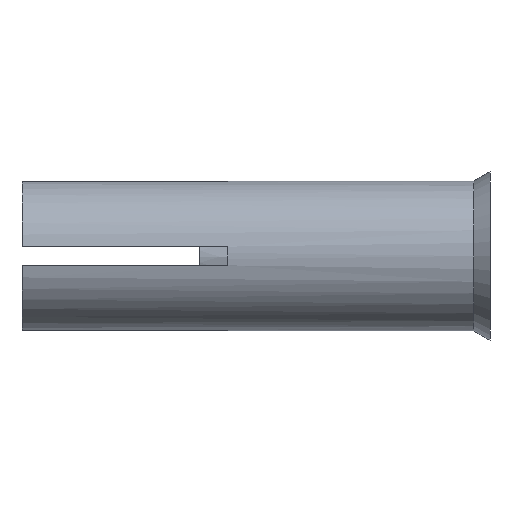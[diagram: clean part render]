
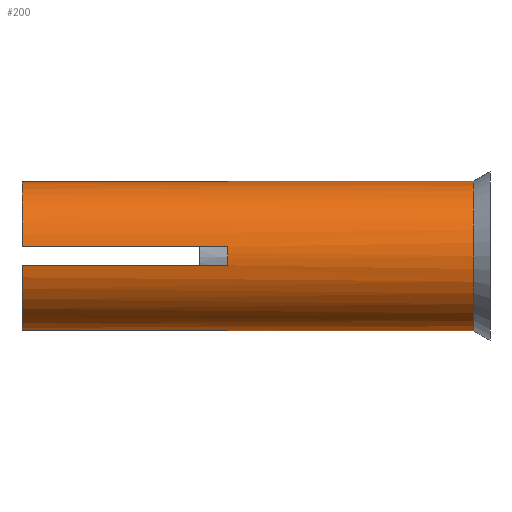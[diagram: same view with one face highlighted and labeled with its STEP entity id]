
A CAD part, front view. The second image highlights one B-rep face of the part: STEP entity #200.
In plain terms, the highlighted cylindrical face has radius 4 mm (diameter 8 mm), a full revolution.
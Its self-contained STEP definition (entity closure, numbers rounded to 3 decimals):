
#7 = DIRECTION ( 'NONE',  ( -1., 0., 0. ) ) ;
#26 = CARTESIAN_POINT ( 'NONE',  ( -14., 3.969, 0.5 ) ) ;
#29 = EDGE_CURVE ( 'NONE', #1117, #1061, #1369, .T. ) ;
#39 = FACE_OUTER_BOUND ( 'NONE', #734, .T. ) ;
#51 = CARTESIAN_POINT ( 'NONE',  ( -25., 0., 0. ) ) ;
#58 = DIRECTION ( 'NONE',  ( 0., 0., -1. ) ) ;
#63 = DIRECTION ( 'NONE',  ( 1., 0., 0. ) ) ;
#73 = DIRECTION ( 'NONE',  ( -1., 0., 0. ) ) ;
#75 = CARTESIAN_POINT ( 'NONE',  ( -14., -3.969, -0.5 ) ) ;
#79 = EDGE_CURVE ( 'NONE', #954, #1061, #575, .T. ) ;
#84 = CARTESIAN_POINT ( 'NONE',  ( -14., 0.5, 3.969 ) ) ;
#86 = VERTEX_POINT ( 'NONE', #278 ) ;
#90 = LINE ( 'NONE', #75, #505 ) ;
#104 = ORIENTED_EDGE ( 'NONE', *, *, #1218, .F. ) ;
#111 = AXIS2_PLACEMENT_3D ( 'NONE', #452, #1077, #188 ) ;
#119 = VECTOR ( 'NONE', #922, 1000. ) ;
#135 = CARTESIAN_POINT ( 'NONE',  ( -14., 0., 0. ) ) ;
#160 = ORIENTED_EDGE ( 'NONE', *, *, #1569, .F. ) ;
#174 = DIRECTION ( 'NONE',  ( 1., 0., 0. ) ) ;
#177 = EDGE_CURVE ( 'NONE', #946, #888, #1204, .T. ) ;
#188 = DIRECTION ( 'NONE',  ( 0., 0., -1. ) ) ;
#194 = AXIS2_PLACEMENT_3D ( 'NONE', #1051, #63, #58 ) ;
#200 = ADVANCED_FACE ( 'NONE', ( #39, #524 ), #1539, .T. ) ;
#203 = ORIENTED_EDGE ( 'NONE', *, *, #1599, .T. ) ;
#213 = DIRECTION ( 'NONE',  ( 0., 0., -1. ) ) ;
#234 = CARTESIAN_POINT ( 'NONE',  ( -25., 0., 0. ) ) ;
#250 = LINE ( 'NONE', #383, #765 ) ;
#269 = CARTESIAN_POINT ( 'NONE',  ( -25., -3.969, 0.5 ) ) ;
#271 = LINE ( 'NONE', #413, #1593 ) ;
#272 = CARTESIAN_POINT ( 'NONE',  ( -25., 0., 0. ) ) ;
#278 = CARTESIAN_POINT ( 'NONE',  ( -25., -0.5, 3.969 ) ) ;
#283 = CARTESIAN_POINT ( 'NONE',  ( -14., 3.969, 0.5 ) ) ;
#316 = CARTESIAN_POINT ( 'NONE',  ( -0.87, 0., 0. ) ) ;
#319 = VERTEX_POINT ( 'NONE', #26 ) ;
#323 = DIRECTION ( 'NONE',  ( -1., 0., 0. ) ) ;
#334 = VERTEX_POINT ( 'NONE', #269 ) ;
#349 = CIRCLE ( 'NONE', #1236, 4. ) ;
#371 = VECTOR ( 'NONE', #1323, 1000. ) ;
#383 = CARTESIAN_POINT ( 'NONE',  ( -14., -3.969, 0.5 ) ) ;
#386 = CARTESIAN_POINT ( 'NONE',  ( -14., 0.5, 3.969 ) ) ;
#390 = ORIENTED_EDGE ( 'NONE', *, *, #177, .T. ) ;
#402 = ORIENTED_EDGE ( 'NONE', *, *, #597, .F. ) ;
#413 = CARTESIAN_POINT ( 'NONE',  ( -14., -0.5, 3.969 ) ) ;
#424 = CIRCLE ( 'NONE', #554, 4. ) ;
#442 = DIRECTION ( 'NONE',  ( -1., 0., 0. ) ) ;
#445 = DIRECTION ( 'NONE',  ( 1., 0., 0. ) ) ;
#452 = CARTESIAN_POINT ( 'NONE',  ( 0., 0., 0. ) ) ;
#466 = CIRCLE ( 'NONE', #1075, 4. ) ;
#468 = ORIENTED_EDGE ( 'NONE', *, *, #1232, .T. ) ;
#505 = VECTOR ( 'NONE', #567, 1000. ) ;
#515 = CARTESIAN_POINT ( 'NONE',  ( -14., -3.969, -0.5 ) ) ;
#517 = LINE ( 'NONE', #283, #119 ) ;
#524 = FACE_OUTER_BOUND ( 'NONE', #1113, .T. ) ;
#539 = EDGE_CURVE ( 'NONE', #923, #571, #466, .T. ) ;
#541 = CARTESIAN_POINT ( 'NONE',  ( -25., 0.5, -3.969 ) ) ;
#549 = CARTESIAN_POINT ( 'NONE',  ( -14., 0.5, -3.969 ) ) ;
#554 = AXIS2_PLACEMENT_3D ( 'NONE', #1459, #73, #809 ) ;
#567 = DIRECTION ( 'NONE',  ( -1., 0., 0. ) ) ;
#571 = VERTEX_POINT ( 'NONE', #1486 ) ;
#575 = CIRCLE ( 'NONE', #835, 4. ) ;
#597 = EDGE_CURVE ( 'NONE', #1420, #334, #250, .T. ) ;
#598 = ORIENTED_EDGE ( 'NONE', *, *, #79, .T. ) ;
#634 = AXIS2_PLACEMENT_3D ( 'NONE', #135, #1129, #1372 ) ;
#664 = VECTOR ( 'NONE', #801, 1000. ) ;
#691 = CIRCLE ( 'NONE', #634, 4. ) ;
#697 = LINE ( 'NONE', #1062, #1426 ) ;
#708 = CARTESIAN_POINT ( 'NONE',  ( -14., 0., 0. ) ) ;
#721 = LINE ( 'NONE', #827, #371 ) ;
#732 = AXIS2_PLACEMENT_3D ( 'NONE', #272, #174, #1547 ) ;
#734 = EDGE_LOOP ( 'NONE', ( #402, #1189, #1532, #598, #877, #744, #1002, #1043, #1327, #160, #203, #390, #104, #1359, #468, #1301 ) ) ;
#742 = CARTESIAN_POINT ( 'NONE',  ( -14., -0.5, -3.969 ) ) ;
#744 = ORIENTED_EDGE ( 'NONE', *, *, #1008, .F. ) ;
#765 = VECTOR ( 'NONE', #7, 1000. ) ;
#771 = LINE ( 'NONE', #386, #664 ) ;
#792 = CARTESIAN_POINT ( 'NONE',  ( -25., 3.969, 0.5 ) ) ;
#801 = DIRECTION ( 'NONE',  ( -1., 0., 0. ) ) ;
#809 = DIRECTION ( 'NONE',  ( 0., 0., 1. ) ) ;
#814 = VECTOR ( 'NONE', #1242, 1000. ) ;
#822 = CARTESIAN_POINT ( 'NONE',  ( -14., 0., 0. ) ) ;
#824 = CARTESIAN_POINT ( 'NONE',  ( -25., -0.5, -3.969 ) ) ;
#827 = CARTESIAN_POINT ( 'NONE',  ( -14., 3.969, -0.5 ) ) ;
#835 = AXIS2_PLACEMENT_3D ( 'NONE', #51, #884, #1145 ) ;
#841 = CARTESIAN_POINT ( 'NONE',  ( -14., -3.969, 0.5 ) ) ;
#862 = ORIENTED_EDGE ( 'NONE', *, *, #1017, .F. ) ;
#876 = EDGE_CURVE ( 'NONE', #86, #334, #1288, .T. ) ;
#877 = ORIENTED_EDGE ( 'NONE', *, *, #29, .F. ) ;
#884 = DIRECTION ( 'NONE',  ( 1., 0., 0. ) ) ;
#888 = VERTEX_POINT ( 'NONE', #1146 ) ;
#922 = DIRECTION ( 'NONE',  ( -1., 0., 0. ) ) ;
#923 = VERTEX_POINT ( 'NONE', #541 ) ;
#943 = DIRECTION ( 'NONE',  ( -1., 0., 0. ) ) ;
#946 = VERTEX_POINT ( 'NONE', #792 ) ;
#954 = VERTEX_POINT ( 'NONE', #1266 ) ;
#959 = DIRECTION ( 'NONE',  ( 0., 0., -1. ) ) ;
#1002 = ORIENTED_EDGE ( 'NONE', *, *, #1440, .T. ) ;
#1008 = EDGE_CURVE ( 'NONE', #1249, #1117, #424, .T. ) ;
#1011 = VERTEX_POINT ( 'NONE', #84 ) ;
#1013 = DIRECTION ( 'NONE',  ( -1., 0., 0. ) ) ;
#1017 = EDGE_CURVE ( 'NONE', #1558, #1558, #1159, .T. ) ;
#1043 = ORIENTED_EDGE ( 'NONE', *, *, #539, .T. ) ;
#1049 = EDGE_CURVE ( 'NONE', #1224, #1420, #349, .T. ) ;
#1051 = CARTESIAN_POINT ( 'NONE',  ( -25., 0., 0. ) ) ;
#1061 = VERTEX_POINT ( 'NONE', #824 ) ;
#1062 = CARTESIAN_POINT ( 'NONE',  ( -14., 0.5, -3.969 ) ) ;
#1075 = AXIS2_PLACEMENT_3D ( 'NONE', #234, #1331, #213 ) ;
#1077 = DIRECTION ( 'NONE',  ( 1., 0., 0. ) ) ;
#1113 = EDGE_LOOP ( 'NONE', ( #862 ) ) ;
#1117 = VERTEX_POINT ( 'NONE', #1482 ) ;
#1129 = DIRECTION ( 'NONE',  ( -1., 0., 0. ) ) ;
#1145 = DIRECTION ( 'NONE',  ( 0., 0., -1. ) ) ;
#1146 = CARTESIAN_POINT ( 'NONE',  ( -25., 0.5, 3.969 ) ) ;
#1148 = CARTESIAN_POINT ( 'NONE',  ( -14., -0.5, 3.969 ) ) ;
#1159 = CIRCLE ( 'NONE', #1592, 4. ) ;
#1179 = DIRECTION ( 'NONE',  ( 0., 0., 1. ) ) ;
#1189 = ORIENTED_EDGE ( 'NONE', *, *, #1049, .F. ) ;
#1204 = CIRCLE ( 'NONE', #732, 4. ) ;
#1218 = EDGE_CURVE ( 'NONE', #1011, #888, #771, .T. ) ;
#1224 = VERTEX_POINT ( 'NONE', #515 ) ;
#1232 = EDGE_CURVE ( 'NONE', #1330, #86, #271, .T. ) ;
#1236 = AXIS2_PLACEMENT_3D ( 'NONE', #708, #943, #1345 ) ;
#1242 = DIRECTION ( 'NONE',  ( -1., 0., 0. ) ) ;
#1249 = VERTEX_POINT ( 'NONE', #549 ) ;
#1266 = CARTESIAN_POINT ( 'NONE',  ( -25., -3.969, -0.5 ) ) ;
#1284 = CARTESIAN_POINT ( 'NONE',  ( -0.87, 0., -4. ) ) ;
#1288 = CIRCLE ( 'NONE', #194, 4. ) ;
#1301 = ORIENTED_EDGE ( 'NONE', *, *, #876, .T. ) ;
#1306 = EDGE_CURVE ( 'NONE', #1330, #1011, #1535, .T. ) ;
#1323 = DIRECTION ( 'NONE',  ( -1., 0., 0. ) ) ;
#1327 = ORIENTED_EDGE ( 'NONE', *, *, #1415, .F. ) ;
#1330 = VERTEX_POINT ( 'NONE', #1148 ) ;
#1331 = DIRECTION ( 'NONE',  ( 1., 0., 0. ) ) ;
#1345 = DIRECTION ( 'NONE',  ( 0., 0., 1. ) ) ;
#1359 = ORIENTED_EDGE ( 'NONE', *, *, #1306, .F. ) ;
#1369 = LINE ( 'NONE', #742, #814 ) ;
#1372 = DIRECTION ( 'NONE',  ( 0., 0., 1. ) ) ;
#1398 = AXIS2_PLACEMENT_3D ( 'NONE', #822, #442, #1179 ) ;
#1415 = EDGE_CURVE ( 'NONE', #1462, #571, #721, .T. ) ;
#1420 = VERTEX_POINT ( 'NONE', #841 ) ;
#1426 = VECTOR ( 'NONE', #323, 1000. ) ;
#1431 = EDGE_CURVE ( 'NONE', #1224, #954, #90, .T. ) ;
#1440 = EDGE_CURVE ( 'NONE', #1249, #923, #697, .T. ) ;
#1459 = CARTESIAN_POINT ( 'NONE',  ( -14., 0., 0. ) ) ;
#1462 = VERTEX_POINT ( 'NONE', #1574 ) ;
#1482 = CARTESIAN_POINT ( 'NONE',  ( -14., -0.5, -3.969 ) ) ;
#1486 = CARTESIAN_POINT ( 'NONE',  ( -25., 3.969, -0.5 ) ) ;
#1532 = ORIENTED_EDGE ( 'NONE', *, *, #1431, .T. ) ;
#1535 = CIRCLE ( 'NONE', #1398, 4. ) ;
#1539 = CYLINDRICAL_SURFACE ( 'NONE', #111, 4. ) ;
#1547 = DIRECTION ( 'NONE',  ( 0., 0., -1. ) ) ;
#1558 = VERTEX_POINT ( 'NONE', #1284 ) ;
#1569 = EDGE_CURVE ( 'NONE', #319, #1462, #691, .T. ) ;
#1574 = CARTESIAN_POINT ( 'NONE',  ( -14., 3.969, -0.5 ) ) ;
#1592 = AXIS2_PLACEMENT_3D ( 'NONE', #316, #445, #959 ) ;
#1593 = VECTOR ( 'NONE', #1013, 1000. ) ;
#1599 = EDGE_CURVE ( 'NONE', #319, #946, #517, .T. ) ;
